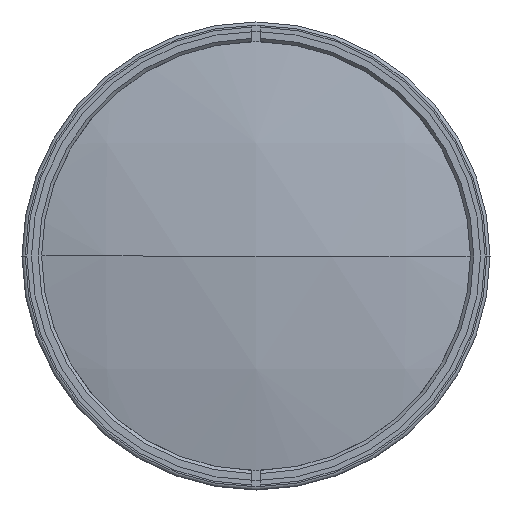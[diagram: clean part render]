
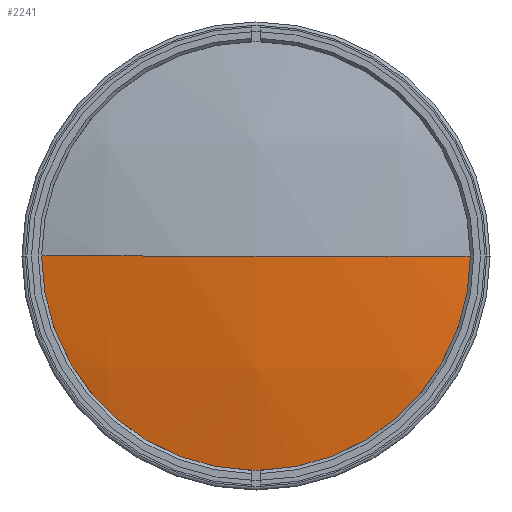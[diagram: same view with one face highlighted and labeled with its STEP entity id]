
A CAD part, left-side view. The second image highlights one B-rep face of the part: STEP entity #2241.
In plain terms, the highlighted spherical face has radius 300.64 mm.
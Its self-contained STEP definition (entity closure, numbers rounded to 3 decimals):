
#97 = AXIS2_PLACEMENT_3D ( 'NONE', #1002, #3169, #425 ) ;
#416 = AXIS2_PLACEMENT_3D ( 'NONE', #1335, #2489, #3806 ) ;
#425 = DIRECTION ( 'NONE',  ( 0., 1., 0. ) ) ;
#537 = DIRECTION ( 'NONE',  ( -1., 0., 0. ) ) ;
#813 = AXIS2_PLACEMENT_3D ( 'NONE', #2093, #1170, #3321 ) ;
#1002 = CARTESIAN_POINT ( 'NONE',  ( 22.64, 0., 0. ) ) ;
#1049 = CIRCLE ( 'NONE', #416, 300.64 ) ;
#1061 = VERTEX_POINT ( 'NONE', #3507 ) ;
#1087 = CARTESIAN_POINT ( 'NONE',  ( -278., 0., 0. ) ) ;
#1170 = DIRECTION ( 'NONE',  ( 0., 0., -1. ) ) ;
#1204 = EDGE_LOOP ( 'NONE', ( #2699, #1731, #3417 ) ) ;
#1271 = FACE_OUTER_BOUND ( 'NONE', #1204, .T. ) ;
#1296 = SPHERICAL_SURFACE ( 'NONE', #97, 300.64 ) ;
#1335 = CARTESIAN_POINT ( 'NONE',  ( 22.64, 0., 0. ) ) ;
#1731 = ORIENTED_EDGE ( 'NONE', *, *, #2998, .T. ) ;
#1748 = VERTEX_POINT ( 'NONE', #2999 ) ;
#2051 = CARTESIAN_POINT ( 'NONE',  ( -270.092, 0., 0. ) ) ;
#2093 = CARTESIAN_POINT ( 'NONE',  ( 22.64, 0., 0. ) ) ;
#2241 = ADVANCED_FACE ( 'NONE', ( #1271 ), #1296, .T. ) ;
#2445 = EDGE_CURVE ( 'NONE', #1061, #1748, #2448, .T. ) ;
#2448 = CIRCLE ( 'NONE', #2910, 68.5 ) ;
#2489 = DIRECTION ( 'NONE',  ( 0., 0., 1. ) ) ;
#2530 = CIRCLE ( 'NONE', #813, 300.64 ) ;
#2609 = EDGE_CURVE ( 'NONE', #1061, #3846, #1049, .T. ) ;
#2699 = ORIENTED_EDGE ( 'NONE', *, *, #2445, .T. ) ;
#2905 = DIRECTION ( 'NONE',  ( 0., 0., 1. ) ) ;
#2910 = AXIS2_PLACEMENT_3D ( 'NONE', #2051, #537, #2905 ) ;
#2998 = EDGE_CURVE ( 'NONE', #1748, #3846, #2530, .T. ) ;
#2999 = CARTESIAN_POINT ( 'NONE',  ( -270.092, -68.5, 0. ) ) ;
#3169 = DIRECTION ( 'NONE',  ( 0., 0., -1. ) ) ;
#3321 = DIRECTION ( 'NONE',  ( 0., 1., 0. ) ) ;
#3417 = ORIENTED_EDGE ( 'NONE', *, *, #2609, .F. ) ;
#3507 = CARTESIAN_POINT ( 'NONE',  ( -270.092, 68.5, 0. ) ) ;
#3806 = DIRECTION ( 'NONE',  ( 0., -1., 0. ) ) ;
#3846 = VERTEX_POINT ( 'NONE', #1087 ) ;
